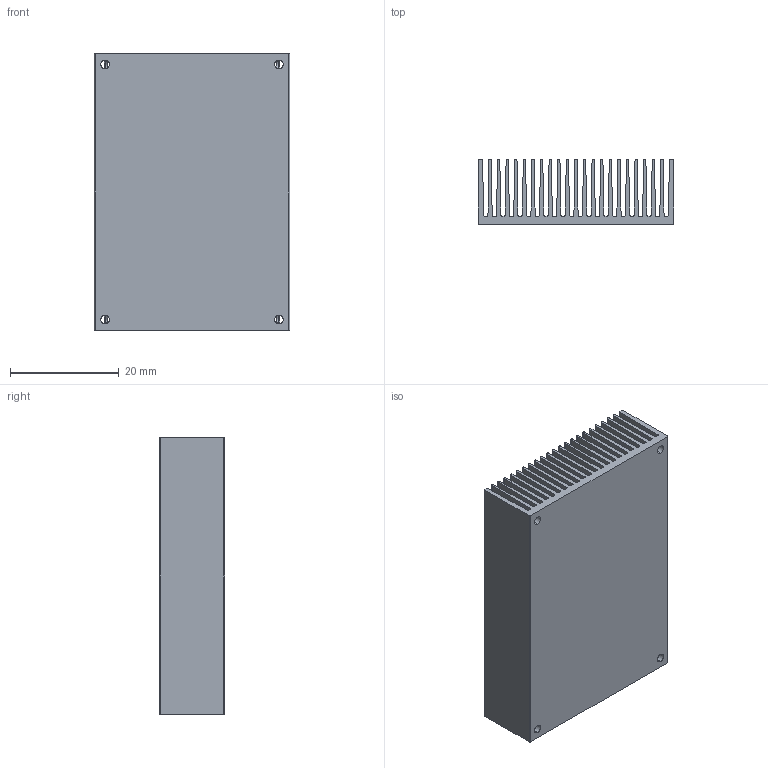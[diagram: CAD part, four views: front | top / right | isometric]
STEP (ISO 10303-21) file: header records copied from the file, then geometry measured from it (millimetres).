
FILE_DESCRIPTION (( 'STEP AP214' ), '1' );
FILE_NAME ('Heatsink 51x36x12.step', '2023-02-13T07:55:26+00:00', 'Stefan Hamminga', '', '', '', '');
FILE_SCHEMA (( 'AUTOMOTIVE_DESIGN' ));
Length unit declared in the file: millimetre
Products named in the file (1): Heatsink 51x36x12
Bounding box: 36 x 12 x 51 mm (x, y, z)
Volume: 10417.4 mm3; surface area: 28077.2 mm2
Topology: 1 solids, 1 shells, 210 faces, 664 edges, 436 vertices
Faces by surface type: cylinder 108, plane 94, cone 8
Entity records: 7634 total; most frequent: CARTESIAN_POINT 1535, ORIENTED_EDGE 1312, DIRECTION 1254, EDGE_CURVE 656, VERTEX_POINT 436, AXIS2_PLACEMENT_3D 427, VECTOR 400, LINE 400
